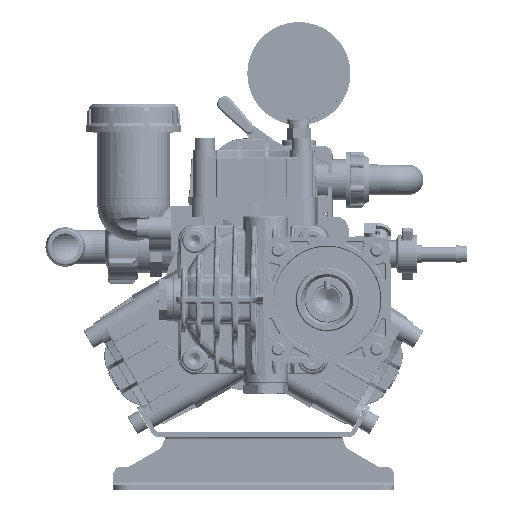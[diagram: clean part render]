
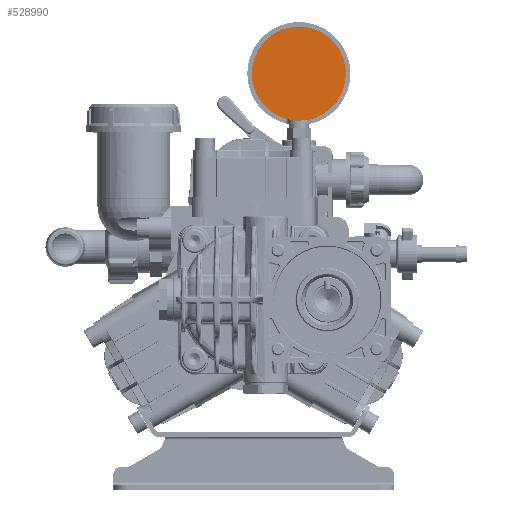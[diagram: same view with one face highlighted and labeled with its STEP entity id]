
A CAD part, top view. The second image highlights one B-rep face of the part: STEP entity #528990.
In plain terms, the highlighted planar face has unit normal (0, 0, 1).
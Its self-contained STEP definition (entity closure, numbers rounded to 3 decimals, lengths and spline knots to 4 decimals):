
#3300 = EDGE_CURVE ( 'NONE', #497740, #421767, #23269, .T. ) ;
#11865 = PLANE ( 'NONE',  #572825 ) ;
#23269 = CIRCLE ( 'NONE', #390416, 1.2205 ) ;
#99408 = CARTESIAN_POINT ( 'NONE',  ( 1.0702, 5.8858, -6.1811 ) ) ;
#133716 = ORIENTED_EDGE ( 'NONE', *, *, #3300, .F. ) ;
#156810 = CARTESIAN_POINT ( 'NONE',  ( 1.1811, 7.1063, -6.1811 ) ) ;
#166370 = CARTESIAN_POINT ( 'NONE',  ( 1.1811, 5.8858, -6.1811 ) ) ;
#175087 = AXIS2_PLACEMENT_3D ( 'NONE', #166370, #523024, #255902 ) ;
#178283 = DIRECTION ( 'NONE',  ( 0., 0., -1. ) ) ;
#196132 = EDGE_LOOP ( 'NONE', ( #133716, #523678 ) ) ;
#200149 = EDGE_CURVE ( 'NONE', #421767, #497740, #290396, .T. ) ;
#205572 = CARTESIAN_POINT ( 'NONE',  ( 1.1811, 4.6654, -6.1811 ) ) ;
#227920 = DIRECTION ( 'NONE',  ( 0., 0., -1. ) ) ;
#228065 = FACE_OUTER_BOUND ( 'NONE', #196132, .T. ) ;
#255902 = DIRECTION ( 'NONE',  ( 0., -1., 0. ) ) ;
#290396 = CIRCLE ( 'NONE', #175087, 1.2205 ) ;
#390416 = AXIS2_PLACEMENT_3D ( 'NONE', #577812, #178283, #400369 ) ;
#400369 = DIRECTION ( 'NONE',  ( 0., -1., 0. ) ) ;
#421767 = VERTEX_POINT ( 'NONE', #156810 ) ;
#453996 = DIRECTION ( 'NONE',  ( 0., 1., 0. ) ) ;
#497740 = VERTEX_POINT ( 'NONE', #205572 ) ;
#523024 = DIRECTION ( 'NONE',  ( 0., 0., -1. ) ) ;
#523678 = ORIENTED_EDGE ( 'NONE', *, *, #200149, .F. ) ;
#528990 = ADVANCED_FACE ( 'NONE', ( #228065 ), #11865, .F. ) ;
#572825 = AXIS2_PLACEMENT_3D ( 'NONE', #99408, #227920, #453996 ) ;
#577812 = CARTESIAN_POINT ( 'NONE',  ( 1.1811, 5.8858, -6.1811 ) ) ;
